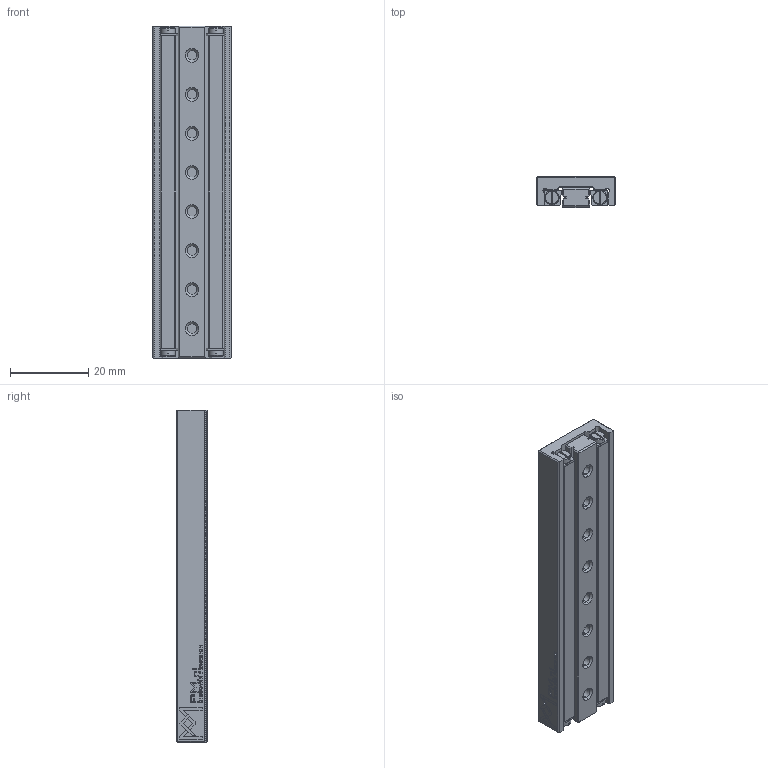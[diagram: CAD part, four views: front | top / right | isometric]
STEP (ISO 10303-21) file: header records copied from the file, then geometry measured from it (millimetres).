
FILE_DESCRIPTION(/* description */ (''),/* implementation_level */ '2;1');
FILE_NAME(/* name */ 'RTS-1585.stp',/* time_stamp */ '2024-10-04T09:00:15+02:00',/* author */ (''),/* organization */ (''),/* preprocessor_version */ 'ST-DEVELOPER v16.7',/* originating_system */ 'SIEMENS PLM Software NX 12.0',/* authorisation */ '');
FILE_SCHEMA (('AUTOMOTIVE_DESIGN { 1 0 10303 214 3 1 1 1 }'));
Length unit declared in the file: millimetre
Products named in the file (1): RTS-1585_stp
Bounding box: 20 x 8 x 85 mm (x, y, z)
Volume: 11272.6 mm3; surface area: 10464.9 mm2
Topology: 2 solids, 2 shells, 1073 faces, 2793 edges, 1818 vertices
Faces by surface type: plane 654, bspline 180, cylinder 103, cone 88, torus 48
Entity records: 41359 total; most frequent: CARTESIAN_POINT 9369, ORIENTED_EDGE 5586, DIRECTION 4567, EDGE_CURVE 2793, LINE 1891, VECTOR 1891, VERTEX_POINT 1818, AXIS2_PLACEMENT_3D 1338
